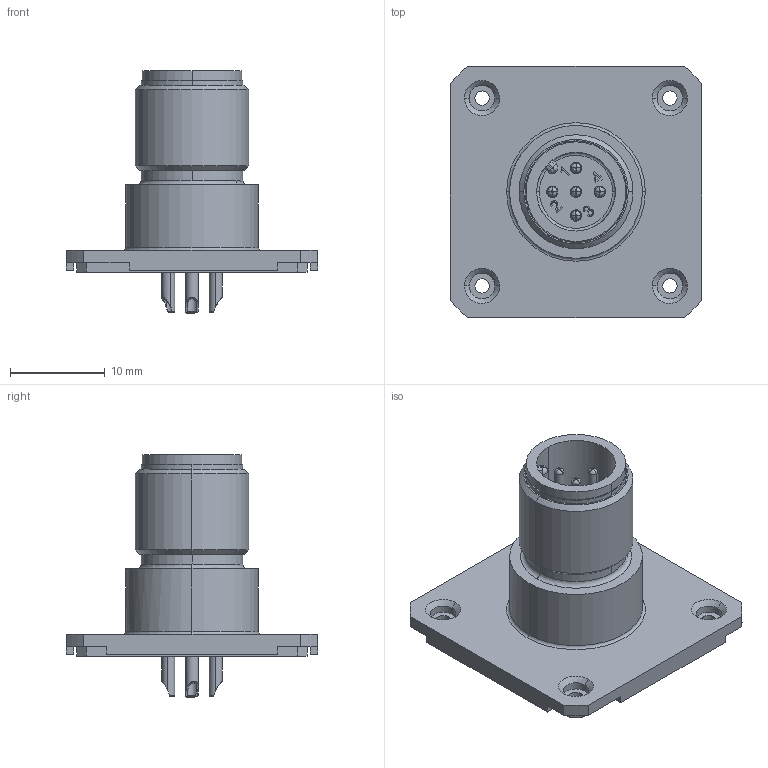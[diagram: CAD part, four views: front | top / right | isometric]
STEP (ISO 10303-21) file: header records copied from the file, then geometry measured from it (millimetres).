
FILE_DESCRIPTION(('CATIA V5 STEP Exchange','CAx-IF Rec.Pracs.--- Model Styling and Organization---1.4--- 2014-01-23'),'2;1');
FILE_NAME ('D1461957_1_2424370000_2424370000.stp','2021-01-02T11:09:12+00:00',('none'),('Weidmueller'),'CATIA Version 5-6 Release 2016 SP3 HF44','CATIA V5 STEP AP214','none');
FILE_SCHEMA(('AUTOMOTIVE_DESIGN { 1 0 10303 214 1 1 1 1 }'));
Length unit declared in the file: millimetre
Products named in the file (1): 2424370000
Bounding box: 26.5 x 26.5 x 25.51 mm (x, y, z)
Volume: 3074.2 mm3; surface area: 4993.3 mm2
Topology: 13 solids, 13 shells, 310 faces, 845 edges, 566 vertices
Faces by surface type: cylinder 102, plane 100, bspline 59, cone 42, torus 7
Entity records: 10684 total; most frequent: CARTESIAN_POINT 3778, ORIENTED_EDGE 1666, DIRECTION 966, EDGE_CURVE 833, VERTEX_POINT 566, AXIS2_PLACEMENT_3D 423, EDGE_LOOP 347, VECTOR 312
